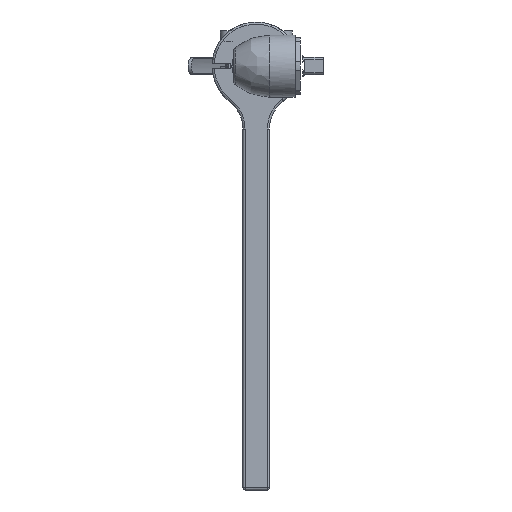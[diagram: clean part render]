
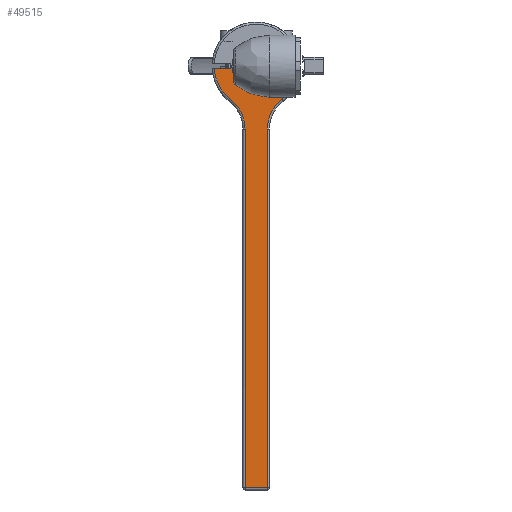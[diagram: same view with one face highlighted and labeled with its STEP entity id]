
A CAD part, left-side view. The second image highlights one B-rep face of the part: STEP entity #49515.
In plain terms, the highlighted planar face has unit normal (-1, 0, 0).
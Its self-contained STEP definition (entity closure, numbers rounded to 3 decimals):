
#48880=DIRECTION('',(0.,-1.,0.));
#48881=VECTOR('',#48880,0.63);
#48882=CARTESIAN_POINT('',(-12.052,0.315,-11.94));
#48883=LINE('',#48882,#48881);
#48901=DIRECTION('',(0.,-1.,0.));
#48902=VECTOR('',#48901,0.504);
#48903=CARTESIAN_POINT('',(-12.052,1.188,-0.063));
#48904=LINE('',#48903,#48902);
#48905=CARTESIAN_POINT('',(-12.052,0.,0.));
#48906=DIRECTION('',(-1.,0.,0.));
#48907=DIRECTION('',(0.,0.996,-0.091));
#48908=AXIS2_PLACEMENT_3D('',#48905,#48906,#48907);
#48910=DIRECTION('',(0.,-1.,0.));
#48911=VECTOR('',#48910,0.504);
#48912=CARTESIAN_POINT('',(-12.052,-0.685,-0.063));
#48913=LINE('',#48912,#48911);
#48914=DIRECTION('',(0.,0.,1.));
#48915=VECTOR('',#48914,10.159);
#48916=CARTESIAN_POINT('',(-12.052,-0.315,-11.94));
#48917=LINE('',#48916,#48915);
#48930=CARTESIAN_POINT('',(-12.052,-1.375,-1.781));
#48931=DIRECTION('',(1.,0.,0.));
#48932=DIRECTION('',(0.,1.,0.));
#48933=AXIS2_PLACEMENT_3D('',#48930,#48931,#48932);
#48945=CARTESIAN_POINT('',(-12.052,0.,0.));
#48946=DIRECTION('',(-1.,0.,0.));
#48947=DIRECTION('',(0.,-0.611,-0.792));
#48948=AXIS2_PLACEMENT_3D('',#48945,#48946,#48947);
#49241=CARTESIAN_POINT('',(-12.052,1.375,-1.781));
#49242=DIRECTION('',(-1.,0.,0.));
#49243=DIRECTION('',(0.,-1.,0.));
#49244=AXIS2_PLACEMENT_3D('',#49241,#49242,#49243);
#49262=CARTESIAN_POINT('',(-12.052,1.188,-0.063));
#49264=CARTESIAN_POINT('',(-12.052,0.,0.));
#49265=DIRECTION('',(1.,0.,0.));
#49266=DIRECTION('',(0.,0.611,-0.792));
#49267=AXIS2_PLACEMENT_3D('',#49264,#49265,#49266);
#49278=DIRECTION('',(0.,0.,1.));
#49279=VECTOR('',#49278,10.159);
#49280=CARTESIAN_POINT('',(-12.052,0.315,-11.94));
#49281=LINE('',#49280,#49279);
#49301=CARTESIAN_POINT('',(-12.052,-0.315,-11.94));
#49302=CARTESIAN_POINT('',(-12.052,-0.315,-1.781));
#49303=VERTEX_POINT('',#49301);
#49304=VERTEX_POINT('',#49302);
#49309=CARTESIAN_POINT('',(-12.052,-0.727,
-0.942));
#49310=VERTEX_POINT('',#49309);
#49313=CARTESIAN_POINT('',(-12.052,-1.188,-0.063));
#49314=VERTEX_POINT('',#49313);
#49316=CARTESIAN_POINT('',(-12.052,0.315,-11.94));
#49317=VERTEX_POINT('',#49316);
#49362=CARTESIAN_POINT('',(-12.052,0.315,-1.781));
#49363=VERTEX_POINT('',#49362);
#49366=CARTESIAN_POINT('',(-12.052,0.727,
-0.942));
#49367=VERTEX_POINT('',#49366);
#49370=VERTEX_POINT('',#49262);
#49375=CARTESIAN_POINT('',(-12.052,0.685,-0.063));
#49376=VERTEX_POINT('',#49375);
#49377=CARTESIAN_POINT('',(-12.052,-0.685,-0.063));
#49378=VERTEX_POINT('',#49377);
#49489=CARTESIAN_POINT('',(-12.052,0.,0.));
#49490=DIRECTION('',(-1.,0.,0.));
#49491=DIRECTION('',(0.,0.,-1.));
#49492=AXIS2_PLACEMENT_3D('',#49489,#49490,#49491);
#49493=PLANE('',#49492);
#49495=ORIENTED_EDGE('',*,*,#49494,.F.);
#49496=ORIENTED_EDGE('',*,*,#49479,.F.);
#49498=ORIENTED_EDGE('',*,*,#49497,.T.);
#49500=ORIENTED_EDGE('',*,*,#49499,.T.);
#49502=ORIENTED_EDGE('',*,*,#49501,.T.);
#49504=ORIENTED_EDGE('',*,*,#49503,.T.);
#49506=ORIENTED_EDGE('',*,*,#49505,.T.);
#49508=ORIENTED_EDGE('',*,*,#49507,.T.);
#49510=ORIENTED_EDGE('',*,*,#49509,.F.);
#49512=ORIENTED_EDGE('',*,*,#49511,.F.);
#49513=EDGE_LOOP('',(#49495,#49496,#49498,#49500,#49502,#49504,#49506,#49508,
#49510,#49512));
#49514=FACE_OUTER_BOUND('',#49513,.F.);
#49515=ADVANCED_FACE('',(#49514),#49493,.T.);
#48909=CIRCLE('',#48908,0.688);
#48934=CIRCLE('',#48933,1.06);
#48949=CIRCLE('',#48948,1.19);
#49245=CIRCLE('',#49244,1.06);
#49268=CIRCLE('',#49267,1.19);
#49479=EDGE_CURVE('',#49317,#49303,#48883,.T.);
#49494=EDGE_CURVE('',#49303,#49304,#48917,.T.);
#49497=EDGE_CURVE('',#49317,#49363,#49281,.T.);
#49499=EDGE_CURVE('',#49363,#49367,#49245,.T.);
#49501=EDGE_CURVE('',#49367,#49370,#49268,.T.);
#49503=EDGE_CURVE('',#49370,#49376,#48904,.T.);
#49505=EDGE_CURVE('',#49376,#49378,#48909,.T.);
#49507=EDGE_CURVE('',#49378,#49314,#48913,.T.);
#49509=EDGE_CURVE('',#49310,#49314,#48949,.T.);
#49511=EDGE_CURVE('',#49304,#49310,#48934,.T.);
